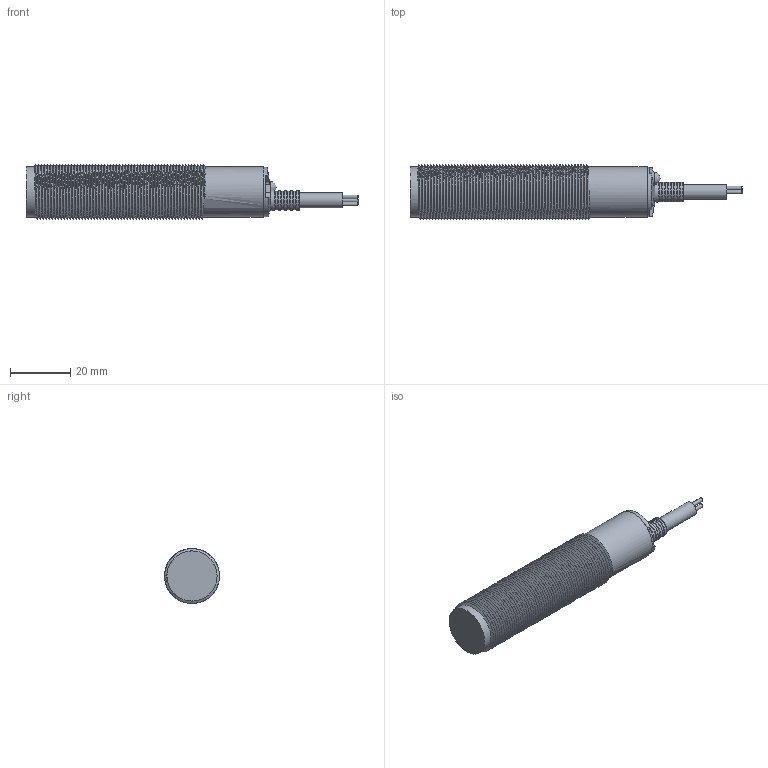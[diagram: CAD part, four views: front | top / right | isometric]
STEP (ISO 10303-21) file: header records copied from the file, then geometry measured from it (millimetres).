
FILE_DESCRIPTION( ('This file contains a STEP AP42 implementation' ,'as created by ZW3D STEP Interface translator.') ,'2;1' );
FILE_NAME( 'ECS1-1808X-X3LX.stp' ,'20 521.155631', (''), ('ZWCAD Software Co.'), 'Version 1.0', 'ZW3D to STEP translator', '' );
FILE_SCHEMA(('AUTOMOTIVE_DESIGN'));
Length unit declared in the file: millimetre
Products named in the file (2): 0; ECS1-1808X-X3LX
Bounding box: 110.61 x 18.26 x 18.26 mm (x, y, z)
Volume: 18417.6 mm3; surface area: 8572 mm2
Topology: 1 solids, 3 shells, 113 faces, 290 edges, 186 vertices
Faces by surface type: bspline 113
Entity records: 6808 total; most frequent: CARTESIAN_POINT 5113, ORIENTED_EDGE 577, EDGE_CURVE 290, VERTEX_POINT 186, B_SPLINE_CURVE_WITH_KNOTS 120, EDGE_LOOP 119, FACE_OUTER_BOUND 113, ADVANCED_FACE 113
